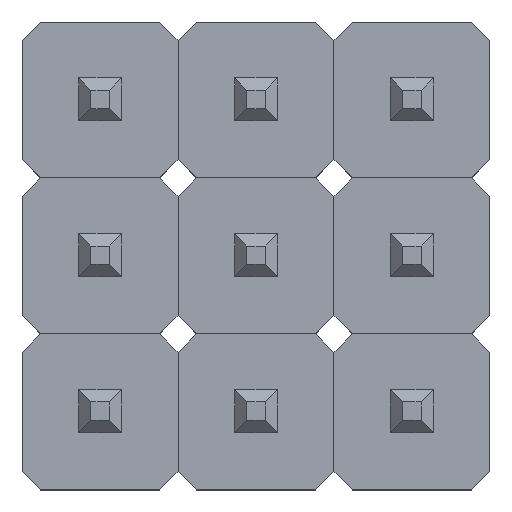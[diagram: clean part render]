
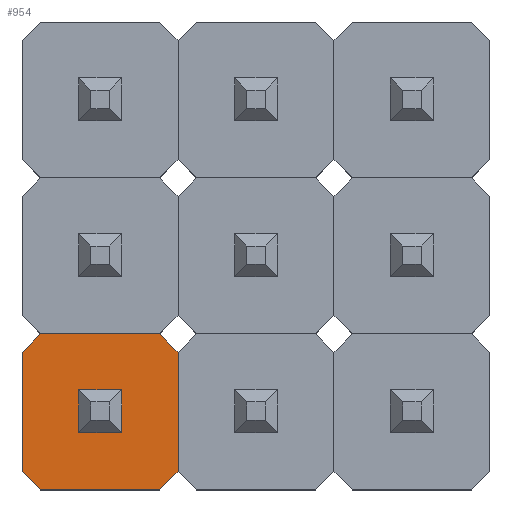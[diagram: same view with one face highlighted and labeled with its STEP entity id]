
A CAD part, top view. The second image highlights one B-rep face of the part: STEP entity #954.
In plain terms, the highlighted planar face has unit normal (0, 0, 1).
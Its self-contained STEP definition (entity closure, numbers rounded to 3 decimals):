
#470 = VERTEX_POINT('',#471);
#471 = CARTESIAN_POINT('',(-0.97,-3.81,2.54));
#477 = EDGE_CURVE('',#478,#470,#480,.T.);
#478 = VERTEX_POINT('',#479);
#479 = CARTESIAN_POINT('',(0.97,-3.81,2.54));
#480 = LINE('',#481,#482);
#481 = CARTESIAN_POINT('',(1.27,-3.81,2.54));
#482 = VECTOR('',#483,1.);
#483 = DIRECTION('',(-1.,0.,0.));
#954 = ADVANCED_FACE('',(#955),#1012,.T.);
#955 = FACE_BOUND('',#956,.T.);
#956 = EDGE_LOOP('',(#957,#965,#966,#974,#982,#990,#998,#1006));
#957 = ORIENTED_EDGE('',*,*,#958,.F.);
#958 = EDGE_CURVE('',#478,#959,#961,.T.);
#959 = VERTEX_POINT('',#960);
#960 = CARTESIAN_POINT('',(1.27,-4.11,2.54));
#961 = LINE('',#962,#963);
#962 = CARTESIAN_POINT('',(1.12,-3.96,2.54));
#963 = VECTOR('',#964,1.);
#964 = DIRECTION('',(0.707,-0.707,0.));
#965 = ORIENTED_EDGE('',*,*,#477,.T.);
#966 = ORIENTED_EDGE('',*,*,#967,.T.);
#967 = EDGE_CURVE('',#470,#968,#970,.T.);
#968 = VERTEX_POINT('',#969);
#969 = CARTESIAN_POINT('',(-1.27,-4.11,2.54));
#970 = LINE('',#971,#972);
#971 = CARTESIAN_POINT('',(-1.12,-3.96,2.54));
#972 = VECTOR('',#973,1.);
#973 = DIRECTION('',(-0.707,-0.707,0.));
#974 = ORIENTED_EDGE('',*,*,#975,.F.);
#975 = EDGE_CURVE('',#976,#968,#978,.T.);
#976 = VERTEX_POINT('',#977);
#977 = CARTESIAN_POINT('',(-1.27,-6.05,2.54));
#978 = LINE('',#979,#980);
#979 = CARTESIAN_POINT('',(-1.27,-6.35,2.54));
#980 = VECTOR('',#981,1.);
#981 = DIRECTION('',(0.,1.,0.));
#982 = ORIENTED_EDGE('',*,*,#983,.F.);
#983 = EDGE_CURVE('',#984,#976,#986,.T.);
#984 = VERTEX_POINT('',#985);
#985 = CARTESIAN_POINT('',(-0.97,-6.35,2.54));
#986 = LINE('',#987,#988);
#987 = CARTESIAN_POINT('',(-1.12,-6.2,2.54));
#988 = VECTOR('',#989,1.);
#989 = DIRECTION('',(-0.707,0.707,0.));
#990 = ORIENTED_EDGE('',*,*,#991,.F.);
#991 = EDGE_CURVE('',#992,#984,#994,.T.);
#992 = VERTEX_POINT('',#993);
#993 = CARTESIAN_POINT('',(0.97,-6.35,2.54));
#994 = LINE('',#995,#996);
#995 = CARTESIAN_POINT('',(1.27,-6.35,2.54));
#996 = VECTOR('',#997,1.);
#997 = DIRECTION('',(-1.,0.,0.));
#998 = ORIENTED_EDGE('',*,*,#999,.F.);
#999 = EDGE_CURVE('',#1000,#992,#1002,.T.);
#1000 = VERTEX_POINT('',#1001);
#1001 = CARTESIAN_POINT('',(1.27,-6.05,2.54));
#1002 = LINE('',#1003,#1004);
#1003 = CARTESIAN_POINT('',(1.12,-6.2,2.54));
#1004 = VECTOR('',#1005,1.);
#1005 = DIRECTION('',(-0.707,-0.707,0.));
#1006 = ORIENTED_EDGE('',*,*,#1007,.F.);
#1007 = EDGE_CURVE('',#959,#1000,#1008,.T.);
#1008 = LINE('',#1009,#1010);
#1009 = CARTESIAN_POINT('',(1.27,-3.81,2.54));
#1010 = VECTOR('',#1011,1.);
#1011 = DIRECTION('',(0.,-1.,0.));
#1012 = PLANE('',#1013);
#1013 = AXIS2_PLACEMENT_3D('',#1014,#1015,#1016);
#1014 = CARTESIAN_POINT('',(0.,-5.08,2.54));
#1015 = DIRECTION('',(0.,0.,1.));
#1016 = DIRECTION('',(1.,0.,0.));
